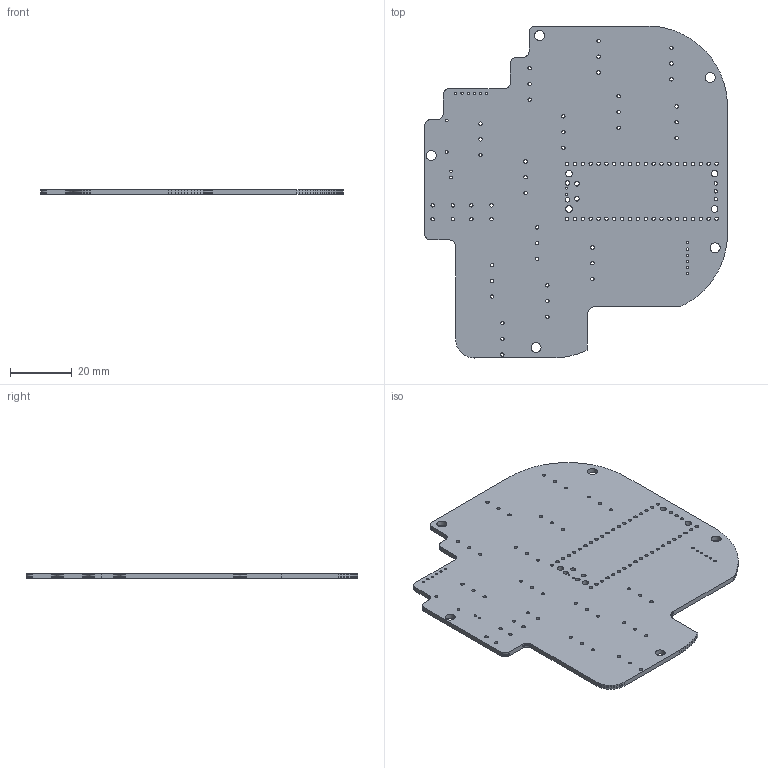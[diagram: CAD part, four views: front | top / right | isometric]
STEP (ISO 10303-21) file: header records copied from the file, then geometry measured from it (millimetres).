
FILE_DESCRIPTION(('KiCad electronic assembly'),'2;1');
FILE_NAME('Rana Tadpole With Legs PCB Aligned Clearance.step', '2023-10-03T19:29:31',('Pcbnew'),('Kicad'), 'Open CASCADE STEP processor 7.7','KiCad to STEP converter','Unknown' );
FILE_SCHEMA(('AUTOMOTIVE_DESIGN { 1 0 10303 214 1 1 1 1 }'));
Length unit declared in the file: millimetre
Products named in the file (2): Rana Tadpole With Legs PCB Aligned Clearance 1; _autosave-Mainboard-small-buttons PCB
Assembly tree (1 placements, depth 2):
  Rana Tadpole With Legs PCB Aligned Clearance 1
    _autosave-Mainboard-small-buttons PCB
Bounding box: 97.83 x 107.21 x 1.58 mm (x, y, z)
Volume: 13035.9 mm3; surface area: 17804.4 mm2
Topology: 1 solids, 1 shells, 352 faces, 1050 edges, 700 vertices
Faces by surface type: plane 231, cylinder 121
Full cylindrical faces by diameter (mm): 0.6 x2, 0.75 x14, 0.9 x2, 1.1 x90, 1.5 x4, 2.1 x4, 3.203 x5
Entity records: 26725 total; most frequent: CARTESIAN_POINT 5656, DIRECTION 3858, LINE 2666, VECTOR 2666, ORIENTED_EDGE 2100, PCURVE 2100, DEFINITIONAL_REPRESENTATION 2100, EDGE_CURVE 1050
